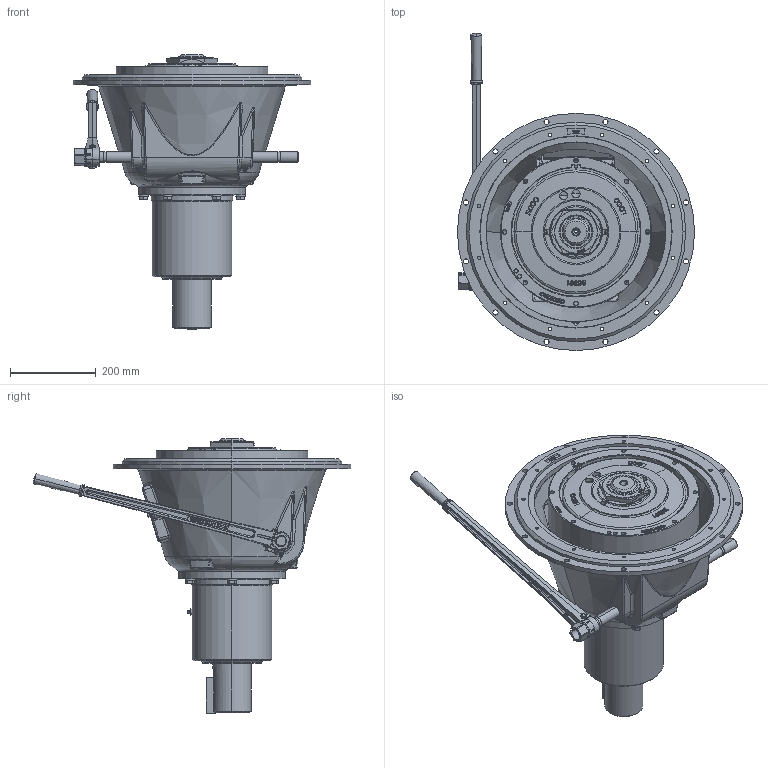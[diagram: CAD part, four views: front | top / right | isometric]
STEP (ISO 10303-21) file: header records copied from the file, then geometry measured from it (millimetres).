
FILE_DESCRIPTION (( 'STEP AP214' ), '1' );
FILE_NAME ('SP311P101.STEP', '2013-11-22T21:36:42', ( 'Windows User' ), ( '' ), 'SwSTEP 2.0', 'SolidWorks 2010', '' );
FILE_SCHEMA (( 'AUTOMOTIVE_DESIGN' ));
Length unit declared in the file: inch
Products named in the file (1): SP311P101
Bounding box: 552.45 x 738.67 x 638.85 mm (x, y, z)
Surface area: 1619342.4 mm2 (no closed solid volume)
Topology: 0 solids, 72 shells, 1226 faces, 4560 edges, 3316 vertices
Faces by surface type: plane 381, bspline 313, cylinder 300, cone 107, torus 100, sphere 25
Entity records: 91053 total; most frequent: CARTESIAN_POINT 40825, ORIENTED_EDGE 7111, DIRECTION 5940, EDGE_CURVE 4529, VERTEX_POINT 3308, AXIS2_PLACEMENT_3D 2172, VECTOR 1596, LINE 1596
